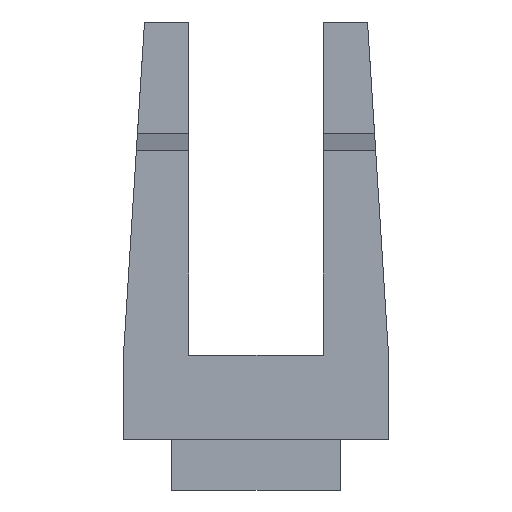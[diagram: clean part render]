
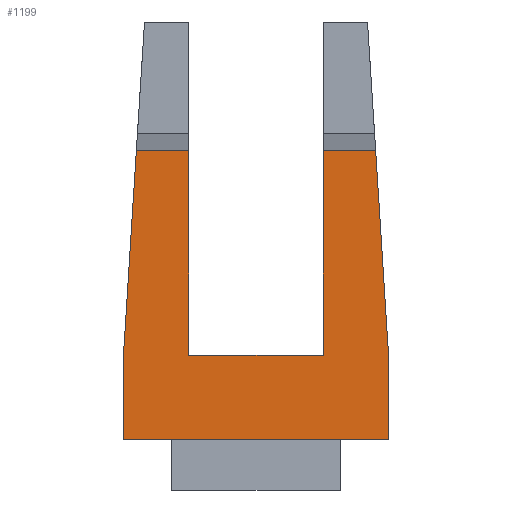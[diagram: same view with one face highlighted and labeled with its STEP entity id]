
A CAD part, left-side view. The second image highlights one B-rep face of the part: STEP entity #1199.
In plain terms, the highlighted planar face has unit normal (-1, 0, 0).
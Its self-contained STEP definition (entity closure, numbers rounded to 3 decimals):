
#1138=AXIS2_PLACEMENT_3D('Plane Axis2P3D',#1135,#1136,#1137) ;
#268=CARTESIAN_POINT('Vertex',(0.11,4.75,3.2)) ;
#271=CARTESIAN_POINT('Line Origine',(0.11,3.15,3.2)) ;
#275=CARTESIAN_POINT('Vertex',(0.11,1.55,3.2)) ;
#801=CARTESIAN_POINT('Line Origine',(0.11,1.55,5.633)) ;
#805=CARTESIAN_POINT('Vertex',(0.11,1.55,8.066)) ;
#1008=CARTESIAN_POINT('Vertex',(0.11,4.75,8.066)) ;
#1011=CARTESIAN_POINT('Line Origine',(0.11,4.75,5.633)) ;
#1135=CARTESIAN_POINT('Axis2P3D Location',(0.11,-0.1,8.1)) ;
#1140=CARTESIAN_POINT('Line Origine',(0.11,6.3,2.2)) ;
#1144=CARTESIAN_POINT('Vertex',(0.11,6.3,1.2)) ;
#1146=CARTESIAN_POINT('Vertex',(0.11,6.3,3.2)) ;
#1149=CARTESIAN_POINT('Line Origine',(0.11,3.15,1.2)) ;
#1153=CARTESIAN_POINT('Vertex',(0.11,0.,1.2)) ;
#1156=CARTESIAN_POINT('Line Origine',(0.11,0.,2.2)) ;
#1160=CARTESIAN_POINT('Vertex',(0.11,0.,3.2)) ;
#1163=CARTESIAN_POINT('Line Origine',(0.11,0.154,5.633)) ;
#1167=CARTESIAN_POINT('Vertex',(0.11,0.307,8.066)) ;
#1170=CARTESIAN_POINT('Line Origine',(0.11,0.929,8.066)) ;
#1175=CARTESIAN_POINT('Line Origine',(0.11,5.371,8.066)) ;
#1179=CARTESIAN_POINT('Vertex',(0.11,5.993,8.066)) ;
#1182=CARTESIAN_POINT('Line Origine',(0.11,6.146,5.633)) ;
#272=DIRECTION('Vector Direction',(0.,1.,0.)) ;
#802=DIRECTION('Vector Direction',(0.,0.,-1.)) ;
#1012=DIRECTION('Vector Direction',(0.,0.,-1.)) ;
#1136=DIRECTION('Axis2P3D Direction',(1.,-0.,0.)) ;
#1137=DIRECTION('Axis2P3D XDirection',(0.,0.,-1.)) ;
#1141=DIRECTION('Vector Direction',(0.,0.,1.)) ;
#1150=DIRECTION('Vector Direction',(0.,1.,0.)) ;
#1157=DIRECTION('Vector Direction',(0.,0.,-1.)) ;
#1164=DIRECTION('Vector Direction',(0.,0.063,0.998)) ;
#1171=DIRECTION('Vector Direction',(0.,-1.,0.)) ;
#1176=DIRECTION('Vector Direction',(0.,1.,0.)) ;
#1183=DIRECTION('Vector Direction',(0.,-0.063,0.998)) ;
#273=VECTOR('Line Direction',#272,1.) ;
#803=VECTOR('Line Direction',#802,1.) ;
#1013=VECTOR('Line Direction',#1012,1.) ;
#1142=VECTOR('Line Direction',#1141,1.) ;
#1151=VECTOR('Line Direction',#1150,1.) ;
#1158=VECTOR('Line Direction',#1157,1.) ;
#1165=VECTOR('Line Direction',#1164,1.) ;
#1172=VECTOR('Line Direction',#1171,1.) ;
#1177=VECTOR('Line Direction',#1176,1.) ;
#1184=VECTOR('Line Direction',#1183,1.) ;
#1188=ORIENTED_EDGE('',*,*,#1148,.F.) ;
#1189=ORIENTED_EDGE('',*,*,#1155,.F.) ;
#1190=ORIENTED_EDGE('',*,*,#1162,.F.) ;
#1191=ORIENTED_EDGE('',*,*,#1169,.T.) ;
#1192=ORIENTED_EDGE('',*,*,#1174,.F.) ;
#1193=ORIENTED_EDGE('',*,*,#807,.T.) ;
#1194=ORIENTED_EDGE('',*,*,#277,.T.) ;
#1195=ORIENTED_EDGE('',*,*,#1015,.F.) ;
#1196=ORIENTED_EDGE('',*,*,#1181,.T.) ;
#1197=ORIENTED_EDGE('',*,*,#1186,.F.) ;
#1199=ADVANCED_FACE('Strain Relief',(#1198),#1139,.F.) ;
#277=EDGE_CURVE('',#276,#269,#274,.T.) ;
#807=EDGE_CURVE('',#806,#276,#804,.T.) ;
#1015=EDGE_CURVE('',#1009,#269,#1014,.T.) ;
#1148=EDGE_CURVE('',#1145,#1147,#1143,.T.) ;
#1155=EDGE_CURVE('',#1154,#1145,#1152,.T.) ;
#1162=EDGE_CURVE('',#1161,#1154,#1159,.T.) ;
#1169=EDGE_CURVE('',#1161,#1168,#1166,.T.) ;
#1174=EDGE_CURVE('',#806,#1168,#1173,.T.) ;
#1181=EDGE_CURVE('',#1009,#1180,#1178,.T.) ;
#1186=EDGE_CURVE('',#1147,#1180,#1185,.T.) ;
#1187=EDGE_LOOP('',(#1188,#1189,#1190,#1191,#1192,#1193,#1194,#1195,#1196,#1197)) ;
#1198=FACE_OUTER_BOUND('',#1187,.T.) ;
#274=LINE('Line',#271,#273) ;
#804=LINE('Line',#801,#803) ;
#1014=LINE('Line',#1011,#1013) ;
#1143=LINE('Line',#1140,#1142) ;
#1152=LINE('Line',#1149,#1151) ;
#1159=LINE('Line',#1156,#1158) ;
#1166=LINE('Line',#1163,#1165) ;
#1173=LINE('Line',#1170,#1172) ;
#1178=LINE('Line',#1175,#1177) ;
#1185=LINE('Line',#1182,#1184) ;
#1139=PLANE('',#1138) ;
#269=VERTEX_POINT('',#268) ;
#276=VERTEX_POINT('',#275) ;
#806=VERTEX_POINT('',#805) ;
#1009=VERTEX_POINT('',#1008) ;
#1145=VERTEX_POINT('',#1144) ;
#1147=VERTEX_POINT('',#1146) ;
#1154=VERTEX_POINT('',#1153) ;
#1161=VERTEX_POINT('',#1160) ;
#1168=VERTEX_POINT('',#1167) ;
#1180=VERTEX_POINT('',#1179) ;
